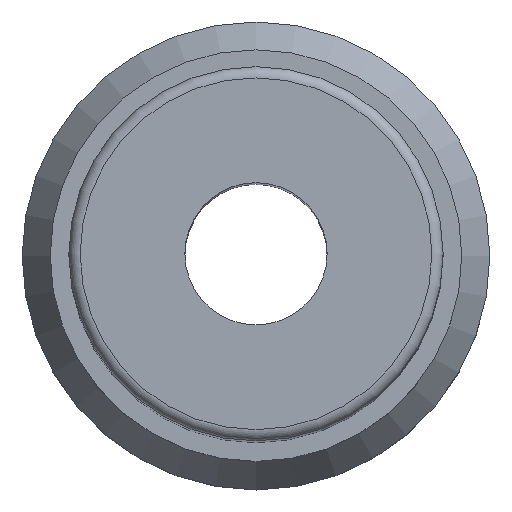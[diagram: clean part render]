
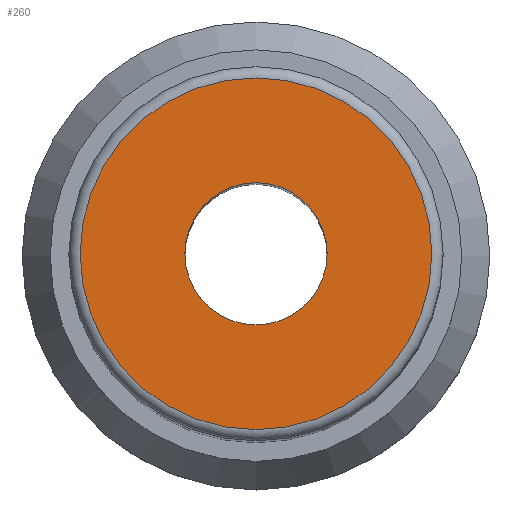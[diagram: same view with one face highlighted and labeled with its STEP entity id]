
A CAD part, top view. The second image highlights one B-rep face of the part: STEP entity #260.
In plain terms, the highlighted planar face has unit normal (0, 0, 1).
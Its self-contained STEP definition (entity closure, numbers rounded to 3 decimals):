
#38=ORIENTED_EDGE('',*,*,#86,.T.);
#39=ORIENTED_EDGE('',*,*,#87,.F.);
#86=EDGE_CURVE('',#110,#110,#134,.T.);
#87=EDGE_CURVE('',#111,#111,#135,.T.);
#110=VERTEX_POINT('',#446);
#111=VERTEX_POINT('',#448);
#134=CIRCLE('',#298,1.9);
#135=CIRCLE('',#299,4.7);
#158=EDGE_LOOP('',(#38));
#159=EDGE_LOOP('',(#39));
#206=FACE_BOUND('',#158,.T.);
#207=FACE_BOUND('',#159,.T.);
#254=PLANE('',#297);
#260=ADVANCED_FACE('',(#206,#207),#254,.T.);
#297=AXIS2_PLACEMENT_3D('',#444,#347,#348);
#298=AXIS2_PLACEMENT_3D('',#445,#349,#350);
#299=AXIS2_PLACEMENT_3D('',#447,#351,#352);
#347=DIRECTION('',(0.,0.,1.));
#348=DIRECTION('',(1.,0.,0.));
#349=DIRECTION('',(0.,0.,-1.));
#350=DIRECTION('',(-1.,0.,0.));
#351=DIRECTION('',(0.,0.,-1.));
#352=DIRECTION('',(-1.,0.,0.));
#444=CARTESIAN_POINT('',(0.,4.7,43.9));
#445=CARTESIAN_POINT('',(0.,0.,43.9));
#446=CARTESIAN_POINT('',(-1.9,0.,43.9));
#447=CARTESIAN_POINT('',(0.,0.,43.9));
#448=CARTESIAN_POINT('',(-4.7,0.,43.9));
